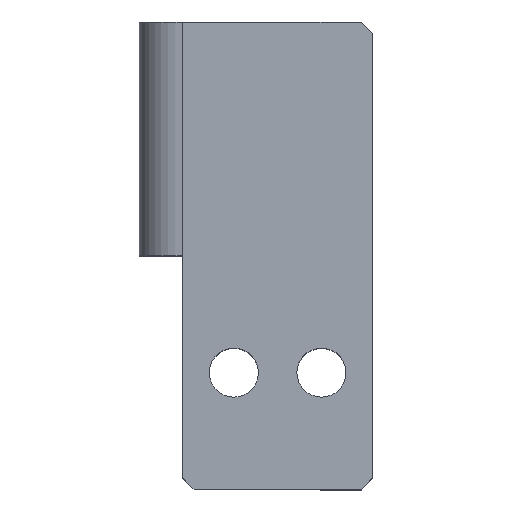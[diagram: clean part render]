
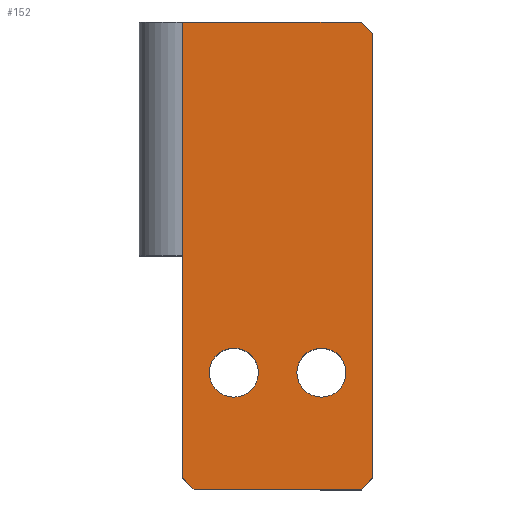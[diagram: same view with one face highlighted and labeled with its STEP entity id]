
A CAD part, top view. The second image highlights one B-rep face of the part: STEP entity #152.
In plain terms, the highlighted planar face has unit normal (0, 0, 1).
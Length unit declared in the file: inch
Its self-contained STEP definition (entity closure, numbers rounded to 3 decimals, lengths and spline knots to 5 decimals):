
#23 = CARTESIAN_POINT ( 'NONE',  ( -19.125, -1., 0.125 ) ) ;
#29 = CARTESIAN_POINT ( 'NONE',  ( -19.345, -0.5, 0.125 ) ) ;
#30 = CARTESIAN_POINT ( 'NONE',  ( -19.89, -1., 0.125 ) ) ;
#46 = CARTESIAN_POINT ( 'NONE',  ( -19.615, -0.5, 0.125 ) ) ;
#58 = VECTOR ( 'NONE', #110, 39.37008 ) ;
#61 = ORIENTED_EDGE ( 'NONE', *, *, #746, .F. ) ;
#64 = ORIENTED_EDGE ( 'NONE', *, *, #670, .F. ) ;
#81 = EDGE_LOOP ( 'NONE', ( #671, #1167, #86, #1147, #1041, #965, #1197, #1014 ) ) ;
#86 = ORIENTED_EDGE ( 'NONE', *, *, #718, .T. ) ;
#95 = DIRECTION ( 'NONE',  ( -1., 0., 0. ) ) ;
#109 = DIRECTION ( 'NONE',  ( 1., 0., 0. ) ) ;
#110 = DIRECTION ( 'NONE',  ( 0.707, -0.707, 0. ) ) ;
#133 = CARTESIAN_POINT ( 'NONE',  ( -19.94, -1., 0.125 ) ) ;
#142 = CARTESIAN_POINT ( 'NONE',  ( -19.24, -0.5, 0.125 ) ) ;
#143 = EDGE_CURVE ( 'NONE', #1068, #1006, #586, .T. ) ;
#145 = DIRECTION ( 'NONE',  ( 0., 1., 0. ) ) ;
#150 = CARTESIAN_POINT ( 'NONE',  ( -19.175, -1., 0.125 ) ) ;
#152 = ADVANCED_FACE ( 'NONE', ( #567, #566, #564 ), #790, .F. ) ;
#165 = CARTESIAN_POINT ( 'NONE',  ( -19.175, 1., 0.125 ) ) ;
#180 = VERTEX_POINT ( 'NONE', #872 ) ;
#186 = DIRECTION ( 'NONE',  ( 0., 0., 1. ) ) ;
#202 = AXIS2_PLACEMENT_3D ( 'NONE', #459, #1168, #581 ) ;
#203 = DIRECTION ( 'NONE',  ( 0., 1., 0. ) ) ;
#226 = DIRECTION ( 'NONE',  ( -0.707, 0.707, 0. ) ) ;
#236 = VECTOR ( 'NONE', #203, 39.37008 ) ;
#247 = LINE ( 'NONE', #745, #236 ) ;
#255 = CARTESIAN_POINT ( 'NONE',  ( 0., 0., 0.125 ) ) ;
#258 = LINE ( 'NONE', #820, #264 ) ;
#264 = VECTOR ( 'NONE', #145, 39.37008 ) ;
#280 = CIRCLE ( 'NONE', #202, 0.105 ) ;
#283 = LINE ( 'NONE', #23, #286 ) ;
#286 = VECTOR ( 'NONE', #95, 39.37008 ) ;
#296 = EDGE_CURVE ( 'NONE', #1235, #1137, #532, .T. ) ;
#323 = EDGE_CURVE ( 'NONE', #180, #978, #528, .T. ) ;
#324 = CARTESIAN_POINT ( 'NONE',  ( -19.825, -0.5, 0.125 ) ) ;
#383 = LINE ( 'NONE', #133, #387 ) ;
#387 = VECTOR ( 'NONE', #791, 39.37008 ) ;
#399 = DIRECTION ( 'NONE',  ( -1., 0., 0. ) ) ;
#402 = CIRCLE ( 'NONE', #595, 0.105 ) ;
#407 = LINE ( 'NONE', #1084, #410 ) ;
#410 = VECTOR ( 'NONE', #491, 39.37008 ) ;
#420 = CIRCLE ( 'NONE', #610, 0.105 ) ;
#423 = LINE ( 'NONE', #30, #58 ) ;
#459 = CARTESIAN_POINT ( 'NONE',  ( -19.345, -0.5, 0.125 ) ) ;
#471 = CARTESIAN_POINT ( 'NONE',  ( -19.94, 0., 0.125 ) ) ;
#478 = DIRECTION ( 'NONE',  ( 0., 0., 1. ) ) ;
#484 = ORIENTED_EDGE ( 'NONE', *, *, #296, .F. ) ;
#491 = DIRECTION ( 'NONE',  ( -1., 0., 0. ) ) ;
#508 = CARTESIAN_POINT ( 'NONE',  ( -19.89, -1., 0.125 ) ) ;
#522 = VECTOR ( 'NONE', #226, 39.37008 ) ;
#528 = LINE ( 'NONE', #165, #522 ) ;
#532 = CIRCLE ( 'NONE', #759, 0.105 ) ;
#564 = FACE_OUTER_BOUND ( 'NONE', #81, .T. ) ;
#566 = FACE_BOUND ( 'NONE', #1219, .T. ) ;
#567 = FACE_BOUND ( 'NONE', #986, .T. ) ;
#576 = VECTOR ( 'NONE', #826, 39.37008 ) ;
#581 = DIRECTION ( 'NONE',  ( 1., 0., 0. ) ) ;
#586 = LINE ( 'NONE', #150, #576 ) ;
#593 = CARTESIAN_POINT ( 'NONE',  ( -19.175, -1., 0.125 ) ) ;
#595 = AXIS2_PLACEMENT_3D ( 'NONE', #788, #186, #881 ) ;
#610 = AXIS2_PLACEMENT_3D ( 'NONE', #1071, #478, #1194 ) ;
#670 = EDGE_CURVE ( 'NONE', #1026, #853, #420, .T. ) ;
#671 = ORIENTED_EDGE ( 'NONE', *, *, #1156, .T. ) ;
#681 = EDGE_CURVE ( 'NONE', #930, #985, #423, .T. ) ;
#700 = DIRECTION ( 'NONE',  ( 0., 0., 1. ) ) ;
#718 = EDGE_CURVE ( 'NONE', #978, #1086, #407, .T. ) ;
#738 = ORIENTED_EDGE ( 'NONE', *, *, #1130, .F. ) ;
#745 = CARTESIAN_POINT ( 'NONE',  ( -19.94, 1., 0.125 ) ) ;
#746 = EDGE_CURVE ( 'NONE', #853, #1026, #402, .T. ) ;
#759 = AXIS2_PLACEMENT_3D ( 'NONE', #29, #700, #109 ) ;
#760 = EDGE_CURVE ( 'NONE', #930, #876, #383, .T. ) ;
#788 = CARTESIAN_POINT ( 'NONE',  ( -19.72, -0.5, 0.125 ) ) ;
#790 = PLANE ( 'NONE',  #1052 ) ;
#791 = DIRECTION ( 'NONE',  ( 0., 1., 0. ) ) ;
#820 = CARTESIAN_POINT ( 'NONE',  ( -19.125, 0., 0.125 ) ) ;
#826 = DIRECTION ( 'NONE',  ( 0.707, 0.707, 0. ) ) ;
#853 = VERTEX_POINT ( 'NONE', #46 ) ;
#872 = CARTESIAN_POINT ( 'NONE',  ( -19.125, 0.95, 0.125 ) ) ;
#876 = VERTEX_POINT ( 'NONE', #471 ) ;
#881 = DIRECTION ( 'NONE',  ( 1., 0., 0. ) ) ;
#930 = VERTEX_POINT ( 'NONE', #1201 ) ;
#933 = CARTESIAN_POINT ( 'NONE',  ( -19.45, -0.5, 0.125 ) ) ;
#965 = ORIENTED_EDGE ( 'NONE', *, *, #681, .T. ) ;
#978 = VERTEX_POINT ( 'NONE', #983 ) ;
#983 = CARTESIAN_POINT ( 'NONE',  ( -19.175, 1., 0.125 ) ) ;
#985 = VERTEX_POINT ( 'NONE', #508 ) ;
#986 = EDGE_LOOP ( 'NONE', ( #484, #738 ) ) ;
#999 = DIRECTION ( 'NONE',  ( 0., 0., -1. ) ) ;
#1006 = VERTEX_POINT ( 'NONE', #1171 ) ;
#1014 = ORIENTED_EDGE ( 'NONE', *, *, #143, .T. ) ;
#1026 = VERTEX_POINT ( 'NONE', #324 ) ;
#1041 = ORIENTED_EDGE ( 'NONE', *, *, #760, .F. ) ;
#1043 = EDGE_CURVE ( 'NONE', #1068, #985, #283, .T. ) ;
#1052 = AXIS2_PLACEMENT_3D ( 'NONE', #255, #999, #399 ) ;
#1068 = VERTEX_POINT ( 'NONE', #593 ) ;
#1071 = CARTESIAN_POINT ( 'NONE',  ( -19.72, -0.5, 0.125 ) ) ;
#1084 = CARTESIAN_POINT ( 'NONE',  ( 0., 1., 0.125 ) ) ;
#1086 = VERTEX_POINT ( 'NONE', #1158 ) ;
#1130 = EDGE_CURVE ( 'NONE', #1137, #1235, #280, .T. ) ;
#1137 = VERTEX_POINT ( 'NONE', #933 ) ;
#1147 = ORIENTED_EDGE ( 'NONE', *, *, #1227, .F. ) ;
#1156 = EDGE_CURVE ( 'NONE', #1006, #180, #258, .T. ) ;
#1158 = CARTESIAN_POINT ( 'NONE',  ( -19.94, 1., 0.125 ) ) ;
#1167 = ORIENTED_EDGE ( 'NONE', *, *, #323, .T. ) ;
#1168 = DIRECTION ( 'NONE',  ( 0., 0., 1. ) ) ;
#1171 = CARTESIAN_POINT ( 'NONE',  ( -19.125, -0.95, 0.125 ) ) ;
#1194 = DIRECTION ( 'NONE',  ( 1., 0., 0. ) ) ;
#1197 = ORIENTED_EDGE ( 'NONE', *, *, #1043, .F. ) ;
#1201 = CARTESIAN_POINT ( 'NONE',  ( -19.94, -0.95, 0.125 ) ) ;
#1219 = EDGE_LOOP ( 'NONE', ( #61, #64 ) ) ;
#1227 = EDGE_CURVE ( 'NONE', #876, #1086, #247, .T. ) ;
#1235 = VERTEX_POINT ( 'NONE', #142 ) ;
